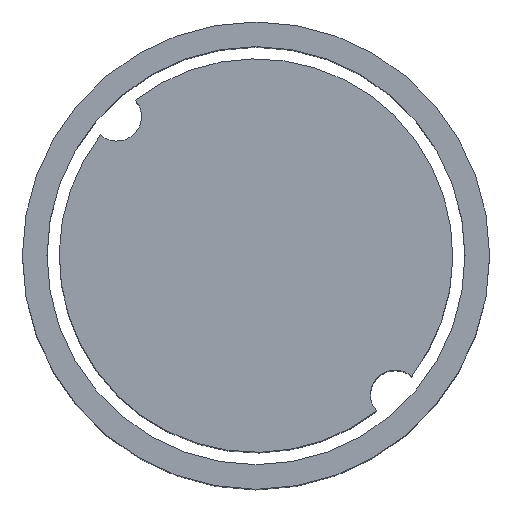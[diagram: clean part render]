
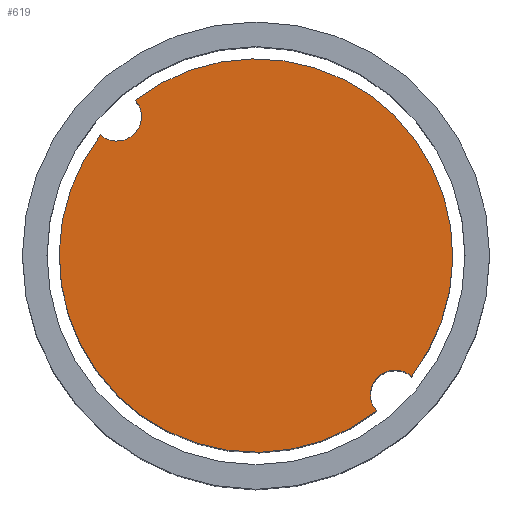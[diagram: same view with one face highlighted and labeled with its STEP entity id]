
A CAD part, top view. The second image highlights one B-rep face of the part: STEP entity #619.
In plain terms, the highlighted planar face has unit normal (0, 0, 1).
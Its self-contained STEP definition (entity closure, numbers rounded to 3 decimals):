
#347=CARTESIAN_POINT('',(2.475,-2.475,8.9));
#348=VERTEX_POINT('',#347);
#364=CARTESIAN_POINT('',(3.159,-2.453,8.9));
#365=VERTEX_POINT('',#364);
#372=CARTESIAN_POINT('',(2.828,-2.828,8.9));
#373=DIRECTION('',(0.0,0.0,1.));
#374=DIRECTION('',(-0.707,0.707,0.0));
#375=AXIS2_PLACEMENT_3D('',#372,#373,#374);
#376=CIRCLE('',#375,0.5);
#377=EDGE_CURVE('',#365,#348,#376,.T.);
#389=CARTESIAN_POINT('',(2.828,2.828,8.9));
#390=VERTEX_POINT('',#389);
#406=CARTESIAN_POINT('',(-2.453,3.159,8.9));
#407=VERTEX_POINT('',#406);
#414=CARTESIAN_POINT('',(0.,0.,8.9));
#415=DIRECTION('',(0.0,0.0,-1.0));
#416=DIRECTION('',(0.707,0.707,0.0));
#417=AXIS2_PLACEMENT_3D('',#414,#415,#416);
#418=CIRCLE('',#417,4.0);
#419=EDGE_CURVE('',#407,#390,#418,.T.);
#431=CARTESIAN_POINT('',(-2.475,2.475,8.9));
#432=VERTEX_POINT('',#431);
#448=CARTESIAN_POINT('',(-3.159,2.453,8.9));
#449=VERTEX_POINT('',#448);
#456=CARTESIAN_POINT('',(-2.828,2.828,8.9));
#457=DIRECTION('',(0.0,0.0,1.0));
#458=DIRECTION('',(0.707,-0.707,0.0));
#459=AXIS2_PLACEMENT_3D('',#456,#457,#458);
#460=CIRCLE('',#459,0.5);
#461=EDGE_CURVE('',#449,#432,#460,.T.);
#473=CARTESIAN_POINT('',(-2.828,-2.828,8.9));
#474=VERTEX_POINT('',#473);
#490=CARTESIAN_POINT('',(2.453,-3.159,8.9));
#491=VERTEX_POINT('',#490);
#498=CARTESIAN_POINT('',(0.,0.,8.9));
#499=DIRECTION('',(0.0,0.0,-1.0));
#500=DIRECTION('',(-0.707,-0.707,0.0));
#501=AXIS2_PLACEMENT_3D('',#498,#499,#500);
#502=CIRCLE('',#501,4.);
#503=EDGE_CURVE('',#491,#474,#502,.T.);
#514=CARTESIAN_POINT('',(0.,0.,8.9));
#515=DIRECTION('',(0.0,0.0,-1.0));
#516=DIRECTION('',(-0.707,-0.707,0.0));
#517=AXIS2_PLACEMENT_3D('',#514,#515,#516);
#518=CIRCLE('',#517,4.);
#519=EDGE_CURVE('',#474,#449,#518,.T.);
#538=CARTESIAN_POINT('',(-2.828,2.828,8.9));
#539=DIRECTION('',(0.0,0.0,1.0));
#540=DIRECTION('',(0.707,-0.707,0.0));
#541=AXIS2_PLACEMENT_3D('',#538,#539,#540);
#542=CIRCLE('',#541,0.5);
#543=EDGE_CURVE('',#432,#407,#542,.T.);
#562=CARTESIAN_POINT('',(0.,0.,8.9));
#563=DIRECTION('',(0.0,0.0,-1.0));
#564=DIRECTION('',(0.707,0.707,0.0));
#565=AXIS2_PLACEMENT_3D('',#562,#563,#564);
#566=CIRCLE('',#565,4.0);
#567=EDGE_CURVE('',#390,#365,#566,.T.);
#586=CARTESIAN_POINT('',(2.828,-2.828,8.9));
#587=DIRECTION('',(0.0,0.0,1.));
#588=DIRECTION('',(-0.707,0.707,0.0));
#589=AXIS2_PLACEMENT_3D('',#586,#587,#588);
#590=CIRCLE('',#589,0.5);
#591=EDGE_CURVE('',#348,#491,#590,.T.);
#604=CARTESIAN_POINT('',(0.0,0.,8.9));
#605=DIRECTION('',(0.0,0.0,1.0));
#606=DIRECTION('',(1.0,0.0,0.0));
#607=AXIS2_PLACEMENT_3D('',#604,#605,#606);
#608=PLANE('',#607);
#609=ORIENTED_EDGE('',*,*,#503,.F.);
#610=ORIENTED_EDGE('',*,*,#591,.F.);
#611=ORIENTED_EDGE('',*,*,#377,.F.);
#612=ORIENTED_EDGE('',*,*,#567,.F.);
#613=ORIENTED_EDGE('',*,*,#419,.F.);
#614=ORIENTED_EDGE('',*,*,#543,.F.);
#615=ORIENTED_EDGE('',*,*,#461,.F.);
#616=ORIENTED_EDGE('',*,*,#519,.F.);
#617=EDGE_LOOP('',(#609,#610,#611,#612,#613,#614,#615,#616));
#618=FACE_OUTER_BOUND('',#617,.T.);
#619=ADVANCED_FACE('',(#618),#608,.T.);
